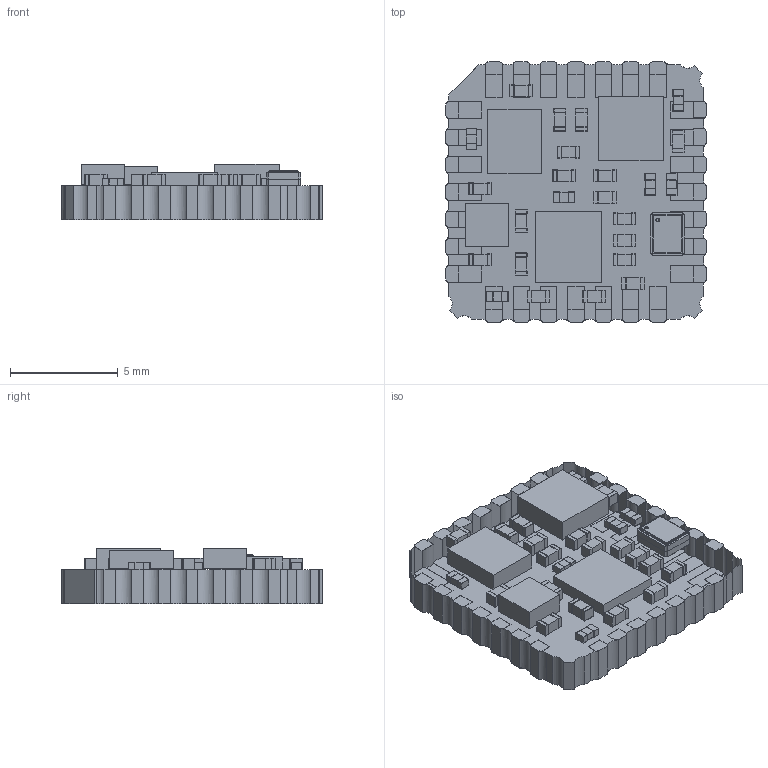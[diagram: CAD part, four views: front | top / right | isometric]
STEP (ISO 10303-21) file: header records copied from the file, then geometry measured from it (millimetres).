
FILE_DESCRIPTION (( 'STEP AP214' ), '1' );
FILE_NAME ('MTi-1-SoB_v2.STEP', '2018-02-16T13:44:38', ( '' ), ( '' ), 'SwSTEP 2.0', 'SolidWorks 2011', '' );
FILE_SCHEMA (( 'AUTOMOTIVE_DESIGN' ));
Length unit declared in the file: millimetre
Products named in the file (42): MTi-1-SoB_v2; C200; C208; C300; R302; C306; Extruded-1a; 6010992192; User Library-Crystal (NDK) 2.0x1.6; C302; R303; RES0402; C303; S301; S302; C207; R301; 6010992768; Y200; Extruded-1c; U200; C205; C204; C209; C307; C301; Extruded-1b; C304; R304; Extruded-1d; C206; C305; R200; S300; Cap_0402; 6010992576; C202; C203; R300; C201 ...
Assembly tree (63 placements, depth 4):
  MTi-1-SoB_v2
    C300
      Cap_0402
    C302
      Cap_0402
    C204
      Cap_0402
    U200
      6010992384
        Extruded-1c
    C301
      Cap_0402
    C200
      Cap_0402
    C303
      Cap_0402
    S302
      6010992192
        Extruded-1d
    R303
      RES0402
    R304
      RES0402
    C207
      Cap_0402
    C206
      Cap_0402
    Board
    C208
      Cap_0402
    S301
      6010992768
        Extruded-1a
    R302
      RES0402
    C203
      Cap_0402
    C201
      Cap_0402
    C209
      Cap_0402
    C304
      Cap_0402
    C205
      Cap_0402
    C305
      Cap_0402
    R200
      RES0402
    R300
      RES0402
    R301
      RES0402
    S300
      6010992576
        Extruded-1b
    C202
      Cap_0402
    C307
      Cap_0402
Bounding box: 12.1 x 12.1 x 2.59 mm (x, y, z)
Volume: 257.6 mm3; surface area: 541.2 mm2
Topology: 35 solids, 35 shells, 1875 faces, 4419 edges, 2240 vertices
Faces by surface type: cylinder 758, plane 729, sphere 384, torus 4
Entity records: 25871 total; most frequent: CARTESIAN_POINT 3661, DIRECTION 3608, ORIENTED_EDGE 3350, EDGE_CURVE 1675, AXIS2_PLACEMENT_3D 1213, VECTOR 1182, LINE 1182, VERTEX_POINT 1064
